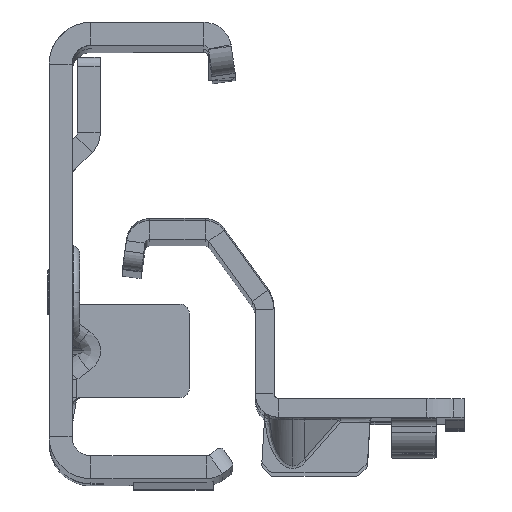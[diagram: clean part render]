
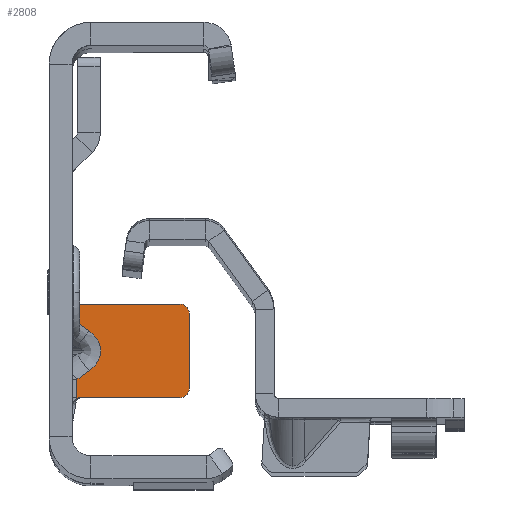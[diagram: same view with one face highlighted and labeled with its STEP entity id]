
A CAD part, top view. The second image highlights one B-rep face of the part: STEP entity #2808.
In plain terms, the highlighted planar face has unit normal (0, 0, 1).
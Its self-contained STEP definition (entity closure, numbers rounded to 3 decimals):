
#57 = CARTESIAN_POINT ( 'NONE',  ( 11.5, -4.55, -441.5 ) ) ;
#211 = VERTEX_POINT ( 'NONE', #14867 ) ;
#233 = AXIS2_PLACEMENT_3D ( 'NONE', #4981, #7803, #8334 ) ;
#325 = EDGE_CURVE ( 'NONE', #31910, #29331, #20590, .T. ) ;
#836 = VERTEX_POINT ( 'NONE', #29104 ) ;
#1016 = VERTEX_POINT ( 'NONE', #23634 ) ;
#1060 = VECTOR ( 'NONE', #1678, 1000. ) ;
#1219 = DIRECTION ( 'NONE',  ( 0., 1., 0. ) ) ;
#1678 = DIRECTION ( 'NONE',  ( 1., 0., 0. ) ) ;
#2488 = CIRCLE ( 'NONE', #233, 1. ) ;
#2808 = ADVANCED_FACE ( 'NONE', ( #14441 ), #24974, .F. ) ;
#3358 = DIRECTION ( 'NONE',  ( -0.816, 0.577, 0. ) ) ;
#3632 = CARTESIAN_POINT ( 'NONE',  ( -7.344, -14.55, -441.5 ) ) ;
#4018 = DIRECTION ( 'NONE',  ( 0.816, 0.577, 0. ) ) ;
#4100 = CARTESIAN_POINT ( 'NONE',  ( 3.565, -8.657, -441.5 ) ) ;
#4182 = VERTEX_POINT ( 'NONE', #14854 ) ;
#4805 = CARTESIAN_POINT ( 'NONE',  ( 3.565, -10.443, -441.5 ) ) ;
#4981 = CARTESIAN_POINT ( 'NONE',  ( 11.5, -5.55, -441.5 ) ) ;
#5987 = CARTESIAN_POINT ( 'NONE',  ( -7.344, 22.3, -441.5 ) ) ;
#6008 = ORIENTED_EDGE ( 'NONE', *, *, #19412, .F. ) ;
#6512 = VERTEX_POINT ( 'NONE', #7165 ) ;
#6660 = LINE ( 'NONE', #17400, #17860 ) ;
#7111 = CARTESIAN_POINT ( 'NONE',  ( 12.5, -5.55, -441.5 ) ) ;
#7165 = CARTESIAN_POINT ( 'NONE',  ( 0.5, -6.49, -441.5 ) ) ;
#7484 = CARTESIAN_POINT ( 'NONE',  ( 11.5, -13.55, -441.5 ) ) ;
#7581 = ORIENTED_EDGE ( 'NONE', *, *, #14220, .F. ) ;
#7803 = DIRECTION ( 'NONE',  ( 0., 0., 1. ) ) ;
#8093 = CARTESIAN_POINT ( 'NONE',  ( 0.5, -14.55, -441.5 ) ) ;
#8334 = DIRECTION ( 'NONE',  ( 0., 1., 0. ) ) ;
#8484 = B_SPLINE_CURVE_WITH_KNOTS ( 'NONE', 3,
 ( #26943, #24141, #21349, #16426 ),
 .UNSPECIFIED., .F., .F.,
 ( 4, 4 ),
 ( 0., 0. ),
 .UNSPECIFIED. ) ;
#9523 = EDGE_CURVE ( 'NONE', #29331, #20336, #6660, .T. ) ;
#9745 = CARTESIAN_POINT ( 'NONE',  ( 0.5, -14.55, -441.5 ) ) ;
#10046 = CARTESIAN_POINT ( 'NONE',  ( 0.5, 22.3, -441.5 ) ) ;
#10228 = LINE ( 'NONE', #12865, #27041 ) ;
#11421 = B_SPLINE_CURVE_WITH_KNOTS ( 'NONE', 3,
 ( #8093, #32864, #16877, #27585 ),
 .UNSPECIFIED., .F., .F.,
 ( 4, 4 ),
 ( 0., 0. ),
 .UNSPECIFIED. ) ;
#12314 = EDGE_CURVE ( 'NONE', #836, #15930, #23791, .T. ) ;
#12363 = VERTEX_POINT ( 'NONE', #57 ) ;
#12471 = CARTESIAN_POINT ( 'NONE',  ( 1.778, -7.393, -441.5 ) ) ;
#12641 = ORIENTED_EDGE ( 'NONE', *, *, #16719, .T. ) ;
#12865 = CARTESIAN_POINT ( 'NONE',  ( 0.5, 22.3, -441.5 ) ) ;
#13425 = VERTEX_POINT ( 'NONE', #33895 ) ;
#14220 = EDGE_CURVE ( 'NONE', #18960, #6512, #16738, .T. ) ;
#14394 = LINE ( 'NONE', #21962, #18409 ) ;
#14419 = ORIENTED_EDGE ( 'NONE', *, *, #17222, .F. ) ;
#14441 = FACE_OUTER_BOUND ( 'NONE', #24821, .T. ) ;
#14854 = CARTESIAN_POINT ( 'NONE',  ( 0.71, -14.55, -441.5 ) ) ;
#14867 = CARTESIAN_POINT ( 'NONE',  ( 0.5, -4.55, -441.5 ) ) ;
#15291 = EDGE_CURVE ( 'NONE', #31910, #4182, #11421, .T. ) ;
#15592 = DIRECTION ( 'NONE',  ( 0., 0., 1. ) ) ;
#15766 = DIRECTION ( 'NONE',  ( 0., 1., 0. ) ) ;
#15930 = VERTEX_POINT ( 'NONE', #7111 ) ;
#16426 = CARTESIAN_POINT ( 'NONE',  ( 0.71, -4.55, -441.5 ) ) ;
#16719 = EDGE_CURVE ( 'NONE', #4182, #13425, #17529, .T. ) ;
#16738 = LINE ( 'NONE', #27443, #32464 ) ;
#16877 = CARTESIAN_POINT ( 'NONE',  ( 0.64, -14.55, -441.5 ) ) ;
#17222 = EDGE_CURVE ( 'NONE', #211, #1016, #8484, .T. ) ;
#17400 = CARTESIAN_POINT ( 'NONE',  ( 2.628, -11.106, -441.5 ) ) ;
#17529 = LINE ( 'NONE', #3632, #1060 ) ;
#17596 = ORIENTED_EDGE ( 'NONE', *, *, #9523, .F. ) ;
#17860 = VECTOR ( 'NONE', #4018, 1000. ) ;
#18409 = VECTOR ( 'NONE', #24759, 1000. ) ;
#18523 = DIRECTION ( 'NONE',  ( 0., 1., 0. ) ) ;
#18960 = VERTEX_POINT ( 'NONE', #12471 ) ;
#19023 = ORIENTED_EDGE ( 'NONE', *, *, #22835, .F. ) ;
#19412 = EDGE_CURVE ( 'NONE', #6512, #211, #10228, .T. ) ;
#19965 = ORIENTED_EDGE ( 'NONE', *, *, #12314, .T. ) ;
#20336 = VERTEX_POINT ( 'NONE', #23097 ) ;
#20464 = CARTESIAN_POINT ( 'NONE',  ( 1.778, -11.707, -441.5 ) ) ;
#20590 = LINE ( 'NONE', #10046, #22489 ) ;
#20969 =( BOUNDED_CURVE ( )  B_SPLINE_CURVE ( 3, ( #20464, #4805, #4100, #28367 ),
 .UNSPECIFIED., .F., .T. ) 
 B_SPLINE_CURVE_WITH_KNOTS ( ( 4, 4 ),
 ( 2.356, 3.927 ),
 .UNSPECIFIED. ) 
 CURVE ( )  GEOMETRIC_REPRESENTATION_ITEM ( )  RATIONAL_B_SPLINE_CURVE ( ( 1., 0.805, 0.805, 1. ) ) 
 REPRESENTATION_ITEM ( '' )  );
#21057 = EDGE_CURVE ( 'NONE', #13425, #836, #28885, .T. ) ;
#21349 = CARTESIAN_POINT ( 'NONE',  ( 0.64, -4.55, -441.5 ) ) ;
#21693 = VECTOR ( 'NONE', #18523, 1000. ) ;
#21962 = CARTESIAN_POINT ( 'NONE',  ( -7.344, -4.55, -441.5 ) ) ;
#22489 = VECTOR ( 'NONE', #31314, 1000. ) ;
#22835 = EDGE_CURVE ( 'NONE', #20336, #18960, #20969, .T. ) ;
#22904 = DIRECTION ( 'NONE',  ( 0., 1., 0. ) ) ;
#22942 = EDGE_CURVE ( 'NONE', #15930, #12363, #2488, .T. ) ;
#23097 = CARTESIAN_POINT ( 'NONE',  ( 1.778, -11.707, -441.5 ) ) ;
#23634 = CARTESIAN_POINT ( 'NONE',  ( 0.71, -4.55, -441.5 ) ) ;
#23791 = LINE ( 'NONE', #26756, #21693 ) ;
#24141 = CARTESIAN_POINT ( 'NONE',  ( 0.57, -4.55, -441.5 ) ) ;
#24759 = DIRECTION ( 'NONE',  ( -1., 0., 0. ) ) ;
#24821 = EDGE_LOOP ( 'NONE', ( #7581, #19023, #17596, #28264, #29854, #12641, #32276, #19965, #27706, #34148, #14419, #6008 ) ) ;
#24974 = PLANE ( 'NONE',  #27586 ) ;
#24981 = AXIS2_PLACEMENT_3D ( 'NONE', #7484, #15592, #15766 ) ;
#25146 = DIRECTION ( 'NONE',  ( 0., 0., -1. ) ) ;
#26756 = CARTESIAN_POINT ( 'NONE',  ( 12.5, 22.3, -441.5 ) ) ;
#26943 = CARTESIAN_POINT ( 'NONE',  ( 0.5, -4.55, -441.5 ) ) ;
#27041 = VECTOR ( 'NONE', #22904, 1000. ) ;
#27443 = CARTESIAN_POINT ( 'NONE',  ( 1.35, -7.091, -441.5 ) ) ;
#27585 = CARTESIAN_POINT ( 'NONE',  ( 0.71, -14.55, -441.5 ) ) ;
#27586 = AXIS2_PLACEMENT_3D ( 'NONE', #5987, #25146, #1219 ) ;
#27706 = ORIENTED_EDGE ( 'NONE', *, *, #22942, .T. ) ;
#28264 = ORIENTED_EDGE ( 'NONE', *, *, #325, .F. ) ;
#28367 = CARTESIAN_POINT ( 'NONE',  ( 1.778, -7.393, -441.5 ) ) ;
#28885 = CIRCLE ( 'NONE', #24981, 1. ) ;
#29104 = CARTESIAN_POINT ( 'NONE',  ( 12.5, -13.55, -441.5 ) ) ;
#29331 = VERTEX_POINT ( 'NONE', #30159 ) ;
#29854 = ORIENTED_EDGE ( 'NONE', *, *, #15291, .T. ) ;
#30159 = CARTESIAN_POINT ( 'NONE',  ( 0.5, -12.61, -441.5 ) ) ;
#31314 = DIRECTION ( 'NONE',  ( 0., 1., 0. ) ) ;
#31910 = VERTEX_POINT ( 'NONE', #9745 ) ;
#32276 = ORIENTED_EDGE ( 'NONE', *, *, #21057, .T. ) ;
#32464 = VECTOR ( 'NONE', #3358, 1000. ) ;
#32864 = CARTESIAN_POINT ( 'NONE',  ( 0.57, -14.55, -441.5 ) ) ;
#33895 = CARTESIAN_POINT ( 'NONE',  ( 11.5, -14.55, -441.5 ) ) ;
#34022 = EDGE_CURVE ( 'NONE', #12363, #1016, #14394, .T. ) ;
#34148 = ORIENTED_EDGE ( 'NONE', *, *, #34022, .T. ) ;
